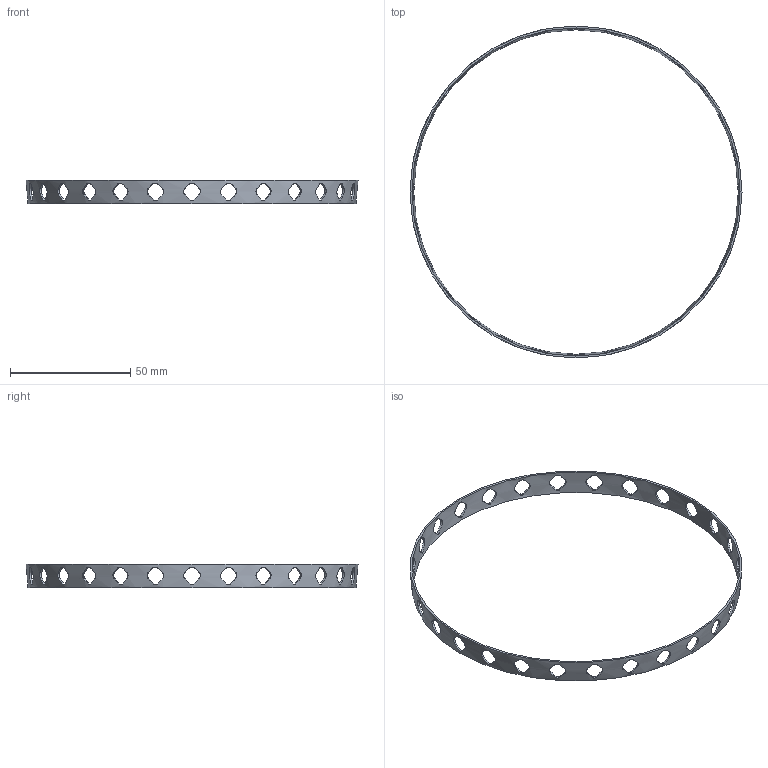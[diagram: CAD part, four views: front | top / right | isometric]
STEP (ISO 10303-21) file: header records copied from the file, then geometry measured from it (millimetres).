
FILE_DESCRIPTION(/* description */ (''),/* implementation_level */ '2;1');
FILE_NAME(/* name */ '127 x 146.05 x 12.7mm Printable Bearing Cage Part 3.stp',/* time_stamp */ '2020-09-01T18:56:20+01:00',/* author */ ('isaac879'),/* organization */ (''),/* preprocessor_version */ 'ST-DEVELOPER v18',/* originating_system */ 'Autodesk Inventor 2020',/* authorisation */ '');
FILE_SCHEMA (('AUTOMOTIVE_DESIGN { 1 0 10303 214 3 1 1 }'));
Length unit declared in the file: millimetre
Products named in the file (1): 127 x 146.05 x 12.7mm Printable Bearing Cage Part 3
Bounding box: 138.08 x 138.08 x 9.9 mm (x, y, z)
Volume: 2623.2 mm3; surface area: 7726.5 mm2
Topology: 1 solids, 1 shells, 228 faces, 687 edges, 458 vertices
Faces by surface type: plane 113, cylinder 112, cone 3
Entity records: 10004 total; most frequent: CARTESIAN_POINT 3896, ORIENTED_EDGE 1374, DIRECTION 1147, EDGE_CURVE 687, AXIS2_PLACEMENT_3D 459, VERTEX_POINT 458, EDGE_LOOP 283, LINE 229
